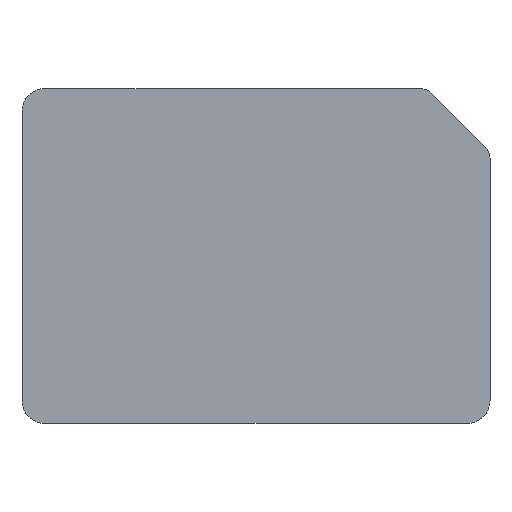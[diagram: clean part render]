
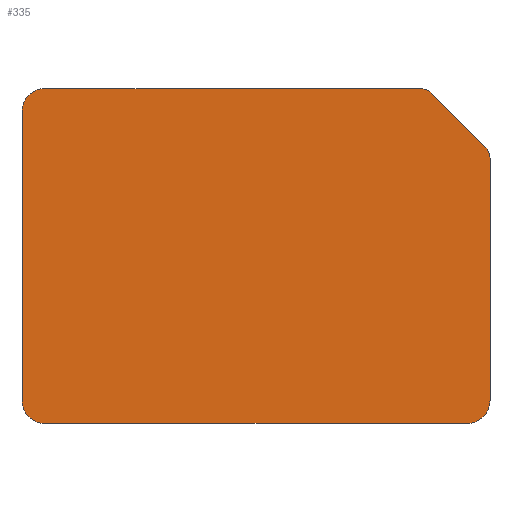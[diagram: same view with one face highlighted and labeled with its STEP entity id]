
A CAD part, front view. The second image highlights one B-rep face of the part: STEP entity #335.
In plain terms, the highlighted planar face has unit normal (0, -1, 0).
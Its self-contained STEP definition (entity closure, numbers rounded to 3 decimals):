
#32 = VERTEX_POINT('',#33);
#33 = CARTESIAN_POINT('',(-9.5,0.,-5.07));
#39 = EDGE_CURVE('',#32,#40,#42,.T.);
#40 = VERTEX_POINT('',#41);
#41 = CARTESIAN_POINT('',(-9.5,0.,2.53));
#42 = LINE('',#43,#44);
#43 = CARTESIAN_POINT('',(-9.5,0.,3.13));
#44 = VECTOR('',#45,1.);
#45 = DIRECTION('',(-0.,-0.,1.));
#61 = EDGE_CURVE('',#62,#64,#66,.T.);
#62 = VERTEX_POINT('',#63);
#63 = CARTESIAN_POINT('',(-8.9,0.,3.13));
#64 = VERTEX_POINT('',#65);
#65 = CARTESIAN_POINT('',(0.974,0.,3.13));
#66 = LINE('',#67,#68);
#67 = CARTESIAN_POINT('',(-9.5,0.,3.13));
#68 = VECTOR('',#69,1.);
#69 = DIRECTION('',(1.,0.,0.));
#101 = EDGE_CURVE('',#102,#104,#106,.T.);
#102 = VERTEX_POINT('',#103);
#103 = CARTESIAN_POINT('',(1.257,0.,3.013));
#104 = VERTEX_POINT('',#105);
#105 = CARTESIAN_POINT('',(2.683,0.,1.587));
#106 = LINE('',#107,#108);
#107 = CARTESIAN_POINT('',(1.14,0.,3.13));
#108 = VECTOR('',#109,1.);
#109 = DIRECTION('',(0.707,0.,-0.707));
#152 = VERTEX_POINT('',#153);
#153 = CARTESIAN_POINT('',(2.8,0.,1.304));
#159 = EDGE_CURVE('',#152,#160,#162,.T.);
#160 = VERTEX_POINT('',#161);
#161 = CARTESIAN_POINT('',(2.8,0.,-5.07));
#162 = LINE('',#163,#164);
#163 = CARTESIAN_POINT('',(2.8,0.,1.47));
#164 = VECTOR('',#165,1.);
#165 = DIRECTION('',(0.,0.,-1.));
#181 = EDGE_CURVE('',#182,#184,#186,.T.);
#182 = VERTEX_POINT('',#183);
#183 = CARTESIAN_POINT('',(2.2,0.,-5.67));
#184 = VERTEX_POINT('',#185);
#185 = CARTESIAN_POINT('',(-8.9,0.,-5.67));
#186 = LINE('',#187,#188);
#187 = CARTESIAN_POINT('',(-9.5,0.,-5.67));
#188 = VECTOR('',#189,1.);
#189 = DIRECTION('',(-1.,-0.,-0.));
#335 = ADVANCED_FACE('',(#336),#378,.T.);
#336 = FACE_BOUND('',#337,.T.);
#337 = EDGE_LOOP('',(#338,#339,#346,#347,#354,#355,#362,#363,#370,#371)
  );
#338 = ORIENTED_EDGE('',*,*,#159,.F.);
#339 = ORIENTED_EDGE('',*,*,#340,.T.);
#340 = EDGE_CURVE('',#152,#104,#341,.T.);
#341 = CIRCLE('',#342,0.4);
#342 = AXIS2_PLACEMENT_3D('',#343,#344,#345);
#343 = CARTESIAN_POINT('',(2.4,0.,1.304));
#344 = DIRECTION('',(0.,-1.,0.));
#345 = DIRECTION('',(0.,0.,-1.));
#346 = ORIENTED_EDGE('',*,*,#101,.F.);
#347 = ORIENTED_EDGE('',*,*,#348,.T.);
#348 = EDGE_CURVE('',#102,#64,#349,.T.);
#349 = CIRCLE('',#350,0.4);
#350 = AXIS2_PLACEMENT_3D('',#351,#352,#353);
#351 = CARTESIAN_POINT('',(0.974,0.,2.73));
#352 = DIRECTION('',(0.,-1.,0.));
#353 = DIRECTION('',(0.,0.,-1.));
#354 = ORIENTED_EDGE('',*,*,#61,.F.);
#355 = ORIENTED_EDGE('',*,*,#356,.T.);
#356 = EDGE_CURVE('',#62,#40,#357,.T.);
#357 = CIRCLE('',#358,0.6);
#358 = AXIS2_PLACEMENT_3D('',#359,#360,#361);
#359 = CARTESIAN_POINT('',(-8.9,0.,2.53));
#360 = DIRECTION('',(0.,-1.,0.));
#361 = DIRECTION('',(0.,0.,-1.));
#362 = ORIENTED_EDGE('',*,*,#39,.F.);
#363 = ORIENTED_EDGE('',*,*,#364,.T.);
#364 = EDGE_CURVE('',#32,#184,#365,.T.);
#365 = CIRCLE('',#366,0.6);
#366 = AXIS2_PLACEMENT_3D('',#367,#368,#369);
#367 = CARTESIAN_POINT('',(-8.9,0.,-5.07));
#368 = DIRECTION('',(0.,-1.,0.));
#369 = DIRECTION('',(0.,0.,-1.));
#370 = ORIENTED_EDGE('',*,*,#181,.F.);
#371 = ORIENTED_EDGE('',*,*,#372,.T.);
#372 = EDGE_CURVE('',#182,#160,#373,.T.);
#373 = CIRCLE('',#374,0.6);
#374 = AXIS2_PLACEMENT_3D('',#375,#376,#377);
#375 = CARTESIAN_POINT('',(2.2,0.,-5.07));
#376 = DIRECTION('',(0.,-1.,0.));
#377 = DIRECTION('',(0.,0.,-1.));
#378 = PLANE('',#379);
#379 = AXIS2_PLACEMENT_3D('',#380,#381,#382);
#380 = CARTESIAN_POINT('',(-9.5,0.,-5.67));
#381 = DIRECTION('',(0.,-1.,0.));
#382 = DIRECTION('',(0.,-0.,-1.));
